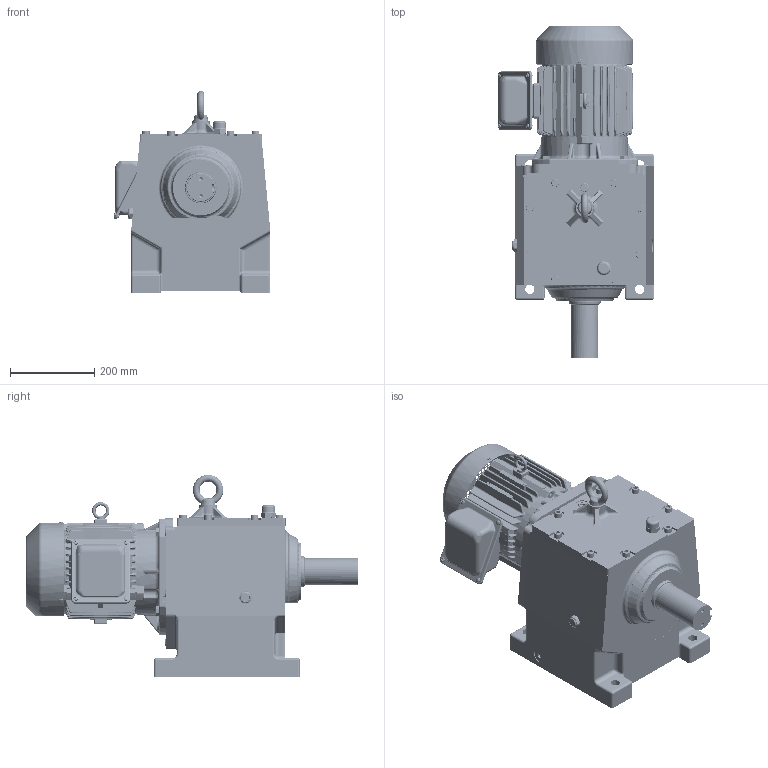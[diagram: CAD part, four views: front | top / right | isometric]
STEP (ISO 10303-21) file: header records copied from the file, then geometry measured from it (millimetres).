
FILE_DESCRIPTION(/* description */ ('Unknown'),/* implementation_level */ '2;1');
FILE_NAME(/* name */ 'EK2DO07240H001_HHM25_112M_CUSTOMER',/* time_stamp */ '2020-01-17T11:32:28+09:00',/* author */ ('Unknown'),/* organization */ ('Unknown'),/* preprocessor_version */ 'ST-DEVELOPER v16.7',/* originating_system */ 'DEX',/* authorisation */ $);
FILE_SCHEMA (('AUTOMOTIVE_DESIGN {1 0 10303 214 3 1 1}'));
Products named in the file (1): だお1
Bounding box: 371.42 x 786.08 x 478.96 mm (x, y, z)
Volume: 44355980.7 mm3; surface area: 1469333.4 mm2
Topology: 2 solids, 54 shells, 4348 faces, 11406 edges, 7165 vertices
Faces by surface type: plane 1774, cylinder 1641, bspline 654, torus 131, cone 110, sphere 38
Full cylindrical faces by diameter (mm): 2.6 x4, 3 x1, 4.917 x8, 5 x3, 6 x8, 6.647 x12, 7 x8, 7.7 x1, 8 x8, 8.376 x3, 8.917 x4, 9 x4, 10.5 x4, 10.917 x75, 12 x18, 13.033 x1, 14 x19, 16 x1, 16.4 x1, 18 x14, 18.376 x3, 19.5 x6, 20 x7, 20.376 x8, 22 x5, 27 x1, 28 x1, 31.4 x1, 32 x7, 33.4 x1
Entity records: 187418 total; most frequent: CARTESIAN_POINT 66305, ORIENTED_EDGE 21412, DIRECTION 20478, EDGE_CURVE 10706, AXIS2_PLACEMENT_3D 7546, VERTEX_POINT 6872, LINE 5386, VECTOR 5386
